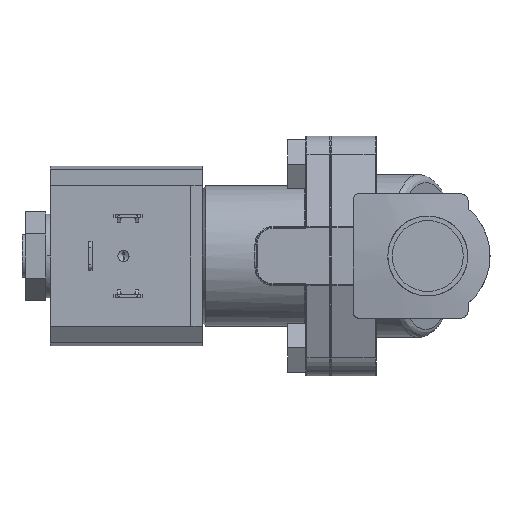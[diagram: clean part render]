
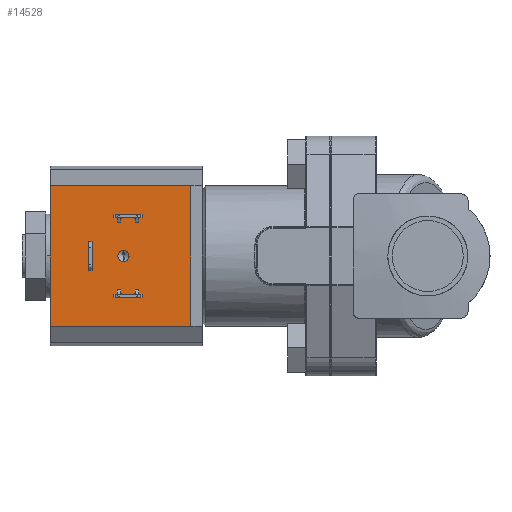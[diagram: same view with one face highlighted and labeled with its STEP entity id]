
A CAD part, left-side view. The second image highlights one B-rep face of the part: STEP entity #14528.
In plain terms, the highlighted planar face has unit normal (-1, 0, 0).
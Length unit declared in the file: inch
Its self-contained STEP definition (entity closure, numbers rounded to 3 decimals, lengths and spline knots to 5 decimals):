
#147 = LINE ( 'NONE', #4034, #6009 ) ;
#230 = DIRECTION ( 'NONE',  ( 0., -1., 0. ) ) ;
#291 = ORIENTED_EDGE ( 'NONE', *, *, #2912, .T. ) ;
#405 = CARTESIAN_POINT ( 'NONE',  ( -0.982, 1.9319, -0.04975 ) ) ;
#438 = CARTESIAN_POINT ( 'NONE',  ( -0.982, 1.7665, 0.339 ) ) ;
#689 = PLANE ( 'NONE',  #10139 ) ;
#690 = DIRECTION ( 'NONE',  ( 0., 0., 1. ) ) ;
#756 = EDGE_CURVE ( 'NONE', #11903, #5627, #1571, .T. ) ;
#969 = CARTESIAN_POINT ( 'NONE',  ( -0.982, 2.0165, 0.339 ) ) ;
#1110 = VECTOR ( 'NONE', #16563, 39.37008 ) ;
#1250 = CARTESIAN_POINT ( 'NONE',  ( -0.982, 2.0165, 0.371 ) ) ;
#1463 = EDGE_LOOP ( 'NONE', ( #291, #14092, #3343, #15600 ) ) ;
#1518 = LINE ( 'NONE', #11917, #14873 ) ;
#1571 = LINE ( 'NONE', #1250, #3353 ) ;
#1610 = LINE ( 'NONE', #4148, #4078 ) ;
#1861 = CARTESIAN_POINT ( 'NONE',  ( -0.982, 1.3325, -0.625 ) ) ;
#1884 = FACE_BOUND ( 'NONE', #13037, .T. ) ;
#1899 = EDGE_CURVE ( 'NONE', #6224, #8610, #14228, .T. ) ;
#2177 = VECTOR ( 'NONE', #8526, 39.37008 ) ;
#2441 = VERTEX_POINT ( 'NONE', #438 ) ;
#2513 = AXIS2_PLACEMENT_3D ( 'NONE', #8369, #7108, #690 ) ;
#2516 = DIRECTION ( 'NONE',  ( 0., 1., 0. ) ) ;
#2543 = EDGE_CURVE ( 'NONE', #8950, #16555, #9386, .T. ) ;
#2568 = LINE ( 'NONE', #13036, #7280 ) ;
#2579 = EDGE_CURVE ( 'NONE', #11129, #13092, #13514, .T. ) ;
#2671 = EDGE_CURVE ( 'NONE', #10820, #9221, #6017, .T. ) ;
#2700 = CARTESIAN_POINT ( 'NONE',  ( -0.982, 2.2095, 0.1265 ) ) ;
#2882 = CARTESIAN_POINT ( 'NONE',  ( -0.982, 2.0165, -0.371 ) ) ;
#2912 = EDGE_CURVE ( 'NONE', #4070, #2441, #1610, .T. ) ;
#2979 = CARTESIAN_POINT ( 'NONE',  ( -0.982, 2.0165, -0.339 ) ) ;
#3139 = CARTESIAN_POINT ( 'NONE',  ( -0.982, 2.5825, -0.625 ) ) ;
#3286 = CARTESIAN_POINT ( 'NONE',  ( -0.982, 1.7665, -0.339 ) ) ;
#3343 = ORIENTED_EDGE ( 'NONE', *, *, #756, .F. ) ;
#3353 = VECTOR ( 'NONE', #14192, 39.37008 ) ;
#3597 = DIRECTION ( 'NONE',  ( 0., -1., 0. ) ) ;
#3618 = CARTESIAN_POINT ( 'NONE',  ( -0.982, 2.5825, 0.625 ) ) ;
#3746 = ORIENTED_EDGE ( 'NONE', *, *, #11378, .T. ) ;
#3770 = ORIENTED_EDGE ( 'NONE', *, *, #11425, .F. ) ;
#3785 = CARTESIAN_POINT ( 'NONE',  ( -0.982, 1.3325, -0.625 ) ) ;
#3927 = ORIENTED_EDGE ( 'NONE', *, *, #13945, .F. ) ;
#3960 = VERTEX_POINT ( 'NONE', #14739 ) ;
#4024 = EDGE_LOOP ( 'NONE', ( #12909, #6396, #4855, #5841 ) ) ;
#4034 = CARTESIAN_POINT ( 'NONE',  ( -0.982, 2.2415, -0.1265 ) ) ;
#4070 = VERTEX_POINT ( 'NONE', #4737 ) ;
#4078 = VECTOR ( 'NONE', #7947, 39.37008 ) ;
#4148 = CARTESIAN_POINT ( 'NONE',  ( -0.982, 1.7665, 0.371 ) ) ;
#4612 = ORIENTED_EDGE ( 'NONE', *, *, #2579, .F. ) ;
#4737 = CARTESIAN_POINT ( 'NONE',  ( -0.982, 1.7665, 0.371 ) ) ;
#4802 = CARTESIAN_POINT ( 'NONE',  ( -0.982, 2.0165, -0.371 ) ) ;
#4855 = ORIENTED_EDGE ( 'NONE', *, *, #7457, .T. ) ;
#4930 = CARTESIAN_POINT ( 'NONE',  ( -0.982, 2.0165, 0.371 ) ) ;
#5024 = VECTOR ( 'NONE', #11995, 39.37008 ) ;
#5074 = ORIENTED_EDGE ( 'NONE', *, *, #1899, .F. ) ;
#5308 = CARTESIAN_POINT ( 'NONE',  ( -0.982, 2.2415, -0.1265 ) ) ;
#5627 = VERTEX_POINT ( 'NONE', #969 ) ;
#5841 = ORIENTED_EDGE ( 'NONE', *, *, #8270, .T. ) ;
#5847 = DIRECTION ( 'NONE',  ( -1., 0., 0. ) ) ;
#5851 = CARTESIAN_POINT ( 'NONE',  ( -0.982, 1.3325, -0.625 ) ) ;
#5916 = VECTOR ( 'NONE', #2516, 39.37008 ) ;
#5924 = VERTEX_POINT ( 'NONE', #12122 ) ;
#5956 = VECTOR ( 'NONE', #13299, 39.37008 ) ;
#6009 = VECTOR ( 'NONE', #230, 39.37008 ) ;
#6017 = LINE ( 'NONE', #15996, #2177 ) ;
#6224 = VERTEX_POINT ( 'NONE', #3139 ) ;
#6396 = ORIENTED_EDGE ( 'NONE', *, *, #9904, .F. ) ;
#6749 = LINE ( 'NONE', #14378, #5024 ) ;
#6991 = DIRECTION ( 'NONE',  ( 0., -1., 0. ) ) ;
#7002 = DIRECTION ( 'NONE',  ( 0., 1., 0. ) ) ;
#7024 = FACE_BOUND ( 'NONE', #1463, .T. ) ;
#7096 = EDGE_CURVE ( 'NONE', #11903, #4070, #2568, .T. ) ;
#7108 = DIRECTION ( 'NONE',  ( -1., 0., 0. ) ) ;
#7203 = CARTESIAN_POINT ( 'NONE',  ( -0.982, 2.2095, -0.1265 ) ) ;
#7280 = VECTOR ( 'NONE', #8871, 39.37008 ) ;
#7457 = EDGE_CURVE ( 'NONE', #3960, #5924, #12688, .T. ) ;
#7626 = ORIENTED_EDGE ( 'NONE', *, *, #2543, .T. ) ;
#7899 = CIRCLE ( 'NONE', #2513, 0.04975 ) ;
#7947 = DIRECTION ( 'NONE',  ( 0., 0., -1. ) ) ;
#8027 = DIRECTION ( 'NONE',  ( 0., 0., 1. ) ) ;
#8225 = ORIENTED_EDGE ( 'NONE', *, *, #2671, .T. ) ;
#8270 = EDGE_CURVE ( 'NONE', #5924, #13958, #1518, .T. ) ;
#8286 = DIRECTION ( 'NONE',  ( 0., 0., 1. ) ) ;
#8367 = FACE_BOUND ( 'NONE', #16204, .T. ) ;
#8369 = CARTESIAN_POINT ( 'NONE',  ( -0.982, 1.9319, 0. ) ) ;
#8377 = AXIS2_PLACEMENT_3D ( 'NONE', #10496, #5847, #8286 ) ;
#8526 = DIRECTION ( 'NONE',  ( 0., 0., 1. ) ) ;
#8610 = VERTEX_POINT ( 'NONE', #3618 ) ;
#8759 = DIRECTION ( 'NONE',  ( 0., -1., 0. ) ) ;
#8767 = ORIENTED_EDGE ( 'NONE', *, *, #10613, .F. ) ;
#8871 = DIRECTION ( 'NONE',  ( 0., -1., 0. ) ) ;
#8887 = VECTOR ( 'NONE', #8027, 39.37008 ) ;
#8916 = LINE ( 'NONE', #11200, #5916 ) ;
#8950 = VERTEX_POINT ( 'NONE', #14446 ) ;
#9117 = DIRECTION ( 'NONE',  ( 0., 0., 1. ) ) ;
#9221 = VERTEX_POINT ( 'NONE', #10991 ) ;
#9268 = EDGE_CURVE ( 'NONE', #13092, #11129, #7899, .T. ) ;
#9288 = LINE ( 'NONE', #2882, #8887 ) ;
#9386 = LINE ( 'NONE', #2979, #5956 ) ;
#9904 = EDGE_CURVE ( 'NONE', #3960, #14230, #147, .T. ) ;
#10135 = EDGE_CURVE ( 'NONE', #5627, #2441, #15187, .T. ) ;
#10139 = AXIS2_PLACEMENT_3D ( 'NONE', #5851, #11227, #16387 ) ;
#10250 = VECTOR ( 'NONE', #7002, 39.37008 ) ;
#10395 = CARTESIAN_POINT ( 'NONE',  ( -0.982, 2.5825, -0.625 ) ) ;
#10427 = EDGE_LOOP ( 'NONE', ( #5074, #3770, #8225, #13154 ) ) ;
#10496 = CARTESIAN_POINT ( 'NONE',  ( -0.982, 1.9319, 0. ) ) ;
#10613 = EDGE_CURVE ( 'NONE', #16206, #16510, #16374, .T. ) ;
#10797 = EDGE_CURVE ( 'NONE', #9221, #8610, #8916, .T. ) ;
#10820 = VERTEX_POINT ( 'NONE', #3785 ) ;
#10911 = FACE_OUTER_BOUND ( 'NONE', #10427, .T. ) ;
#10982 = EDGE_CURVE ( 'NONE', #14230, #13958, #14928, .T. ) ;
#10991 = CARTESIAN_POINT ( 'NONE',  ( -0.982, 1.3325, 0.625 ) ) ;
#11129 = VERTEX_POINT ( 'NONE', #12132 ) ;
#11200 = CARTESIAN_POINT ( 'NONE',  ( -0.982, 1.3325, 0.625 ) ) ;
#11227 = DIRECTION ( 'NONE',  ( -1., 0., 0. ) ) ;
#11378 = EDGE_CURVE ( 'NONE', #16206, #8950, #9288, .T. ) ;
#11425 = EDGE_CURVE ( 'NONE', #10820, #6224, #13435, .T. ) ;
#11903 = VERTEX_POINT ( 'NONE', #4930 ) ;
#11917 = CARTESIAN_POINT ( 'NONE',  ( -0.982, 2.2415, 0.1265 ) ) ;
#11995 = DIRECTION ( 'NONE',  ( 0., 0., 1. ) ) ;
#12122 = CARTESIAN_POINT ( 'NONE',  ( -0.982, 2.2415, 0.1265 ) ) ;
#12132 = CARTESIAN_POINT ( 'NONE',  ( -0.982, 1.9319, 0.04975 ) ) ;
#12622 = ORIENTED_EDGE ( 'NONE', *, *, #9268, .F. ) ;
#12688 = LINE ( 'NONE', #5308, #1110 ) ;
#12696 = VECTOR ( 'NONE', #8759, 39.37008 ) ;
#12909 = ORIENTED_EDGE ( 'NONE', *, *, #10982, .F. ) ;
#13036 = CARTESIAN_POINT ( 'NONE',  ( -0.982, 2.0165, 0.371 ) ) ;
#13037 = EDGE_LOOP ( 'NONE', ( #4612, #12622 ) ) ;
#13092 = VERTEX_POINT ( 'NONE', #405 ) ;
#13154 = ORIENTED_EDGE ( 'NONE', *, *, #10797, .T. ) ;
#13299 = DIRECTION ( 'NONE',  ( 0., -1., 0. ) ) ;
#13311 = VECTOR ( 'NONE', #3597, 39.37008 ) ;
#13435 = LINE ( 'NONE', #1861, #10250 ) ;
#13514 = CIRCLE ( 'NONE', #8377, 0.04975 ) ;
#13806 = VECTOR ( 'NONE', #9117, 39.37008 ) ;
#13879 = CARTESIAN_POINT ( 'NONE',  ( -0.982, 2.0165, -0.371 ) ) ;
#13945 = EDGE_CURVE ( 'NONE', #16510, #16555, #6749, .T. ) ;
#13958 = VERTEX_POINT ( 'NONE', #2700 ) ;
#14092 = ORIENTED_EDGE ( 'NONE', *, *, #10135, .F. ) ;
#14192 = DIRECTION ( 'NONE',  ( 0., 0., -1. ) ) ;
#14228 = LINE ( 'NONE', #10395, #13806 ) ;
#14230 = VERTEX_POINT ( 'NONE', #15699 ) ;
#14378 = CARTESIAN_POINT ( 'NONE',  ( -0.982, 1.7665, -0.371 ) ) ;
#14397 = CARTESIAN_POINT ( 'NONE',  ( -0.982, 1.7665, -0.371 ) ) ;
#14446 = CARTESIAN_POINT ( 'NONE',  ( -0.982, 2.0165, -0.339 ) ) ;
#14528 = ADVANCED_FACE ( 'Defeatured_0_377', ( #1884, #7024, #10911, #16077, #8367 ), #689, .T. ) ;
#14739 = CARTESIAN_POINT ( 'NONE',  ( -0.982, 2.2415, -0.1265 ) ) ;
#14873 = VECTOR ( 'NONE', #6991, 39.37008 ) ;
#14928 = LINE ( 'NONE', #7203, #15928 ) ;
#15187 = LINE ( 'NONE', #15280, #13311 ) ;
#15280 = CARTESIAN_POINT ( 'NONE',  ( -0.982, 2.0165, 0.339 ) ) ;
#15600 = ORIENTED_EDGE ( 'NONE', *, *, #7096, .T. ) ;
#15699 = CARTESIAN_POINT ( 'NONE',  ( -0.982, 2.2095, -0.1265 ) ) ;
#15928 = VECTOR ( 'NONE', #15935, 39.37008 ) ;
#15935 = DIRECTION ( 'NONE',  ( 0., 0., 1. ) ) ;
#15996 = CARTESIAN_POINT ( 'NONE',  ( -0.982, 1.3325, -0.625 ) ) ;
#16077 = FACE_BOUND ( 'NONE', #4024, .T. ) ;
#16204 = EDGE_LOOP ( 'NONE', ( #3927, #8767, #3746, #7626 ) ) ;
#16206 = VERTEX_POINT ( 'NONE', #13879 ) ;
#16374 = LINE ( 'NONE', #4802, #12696 ) ;
#16387 = DIRECTION ( 'NONE',  ( 0., 0., 1. ) ) ;
#16510 = VERTEX_POINT ( 'NONE', #14397 ) ;
#16555 = VERTEX_POINT ( 'NONE', #3286 ) ;
#16563 = DIRECTION ( 'NONE',  ( 0., 0., 1. ) ) ;
